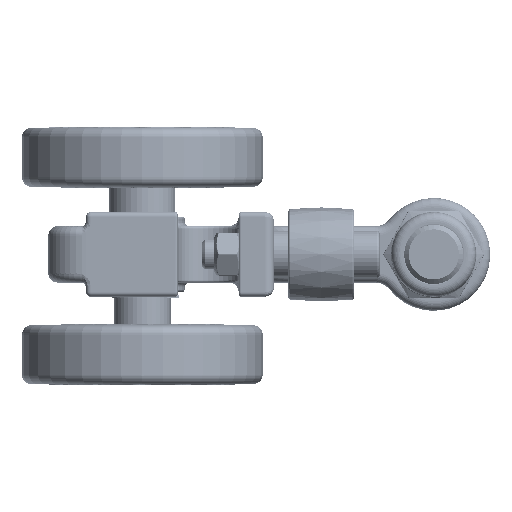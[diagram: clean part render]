
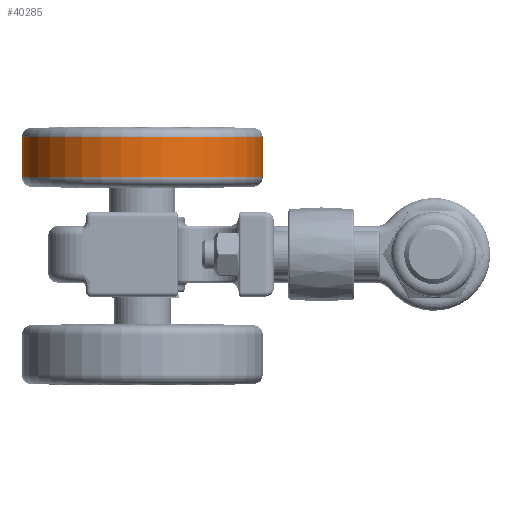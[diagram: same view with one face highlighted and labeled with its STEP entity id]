
A CAD part, left-side view. The second image highlights one B-rep face of the part: STEP entity #40285.
In plain terms, the highlighted cylindrical face has radius 40.64 mm (diameter 81.28 mm), a full revolution.
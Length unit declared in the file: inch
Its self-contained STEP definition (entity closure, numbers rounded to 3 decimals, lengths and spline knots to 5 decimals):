
#40070=CARTESIAN_POINT('',(0.0,1.6,-0.26563));
#40071=VERTEX_POINT('',#40070);
#40072=CARTESIAN_POINT('',(0.0,0.0,-0.26563));
#40073=DIRECTION('',(0.0,0.0,-1.0));
#40074=DIRECTION('',(0.0,1.0,0.0));
#40075=AXIS2_PLACEMENT_3D('',#40072,#40073,#40074);
#40076=CIRCLE('',#40075,1.6);
#40077=EDGE_CURVE('',#40071,#40071,#40076,.T.);
#40259=CARTESIAN_POINT('',(0.0,1.6,0.26563));
#40260=VERTEX_POINT('',#40259);
#40261=CARTESIAN_POINT('',(0.0,0.0,0.26563));
#40262=DIRECTION('',(0.0,0.0,-1.0));
#40263=DIRECTION('',(0.0,1.0,0.0));
#40264=AXIS2_PLACEMENT_3D('',#40261,#40262,#40263);
#40265=CIRCLE('',#40264,1.6);
#40266=EDGE_CURVE('',#40260,#40260,#40265,.T.);
#40274=CARTESIAN_POINT('',(0.0,0.0,0.));
#40275=DIRECTION('',(0.0,0.0,-1.0));
#40276=DIRECTION('',(0.0,1.0,0.0));
#40277=AXIS2_PLACEMENT_3D('',#40274,#40275,#40276);
#40278=CYLINDRICAL_SURFACE('',#40277,1.6);
#40279=ORIENTED_EDGE('',*,*,#40077,.F.);
#40280=EDGE_LOOP('',(#40279));
#40281=FACE_OUTER_BOUND('',#40280,.T.);
#40282=ORIENTED_EDGE('',*,*,#40266,.T.);
#40283=EDGE_LOOP('',(#40282));
#40284=FACE_BOUND('',#40283,.T.);
#40285=ADVANCED_FACE('',(#40281,#40284),#40278,.T.);
